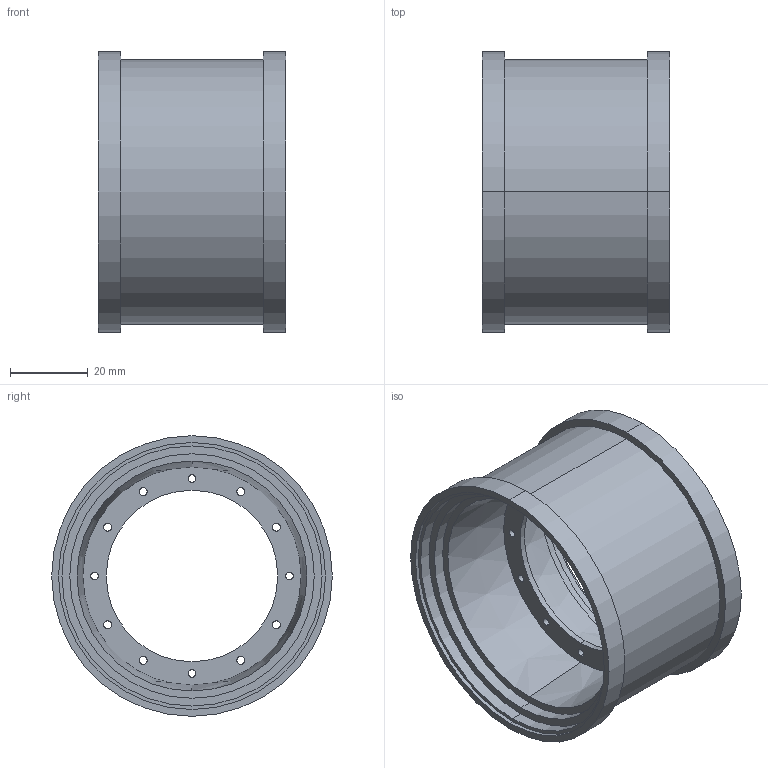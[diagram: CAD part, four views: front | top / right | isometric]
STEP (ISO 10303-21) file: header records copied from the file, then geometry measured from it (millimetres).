
FILE_DESCRIPTION (( 'STEP AP203' ), '1' );
FILE_NAME ('jante n1.STEP', '2019-01-28T12:49:11', ( '' ), ( '' ), 'SwSTEP 2.0', 'SolidWorks 2012', '' );
FILE_SCHEMA (( 'CONFIG_CONTROL_DESIGN' ));
Length unit declared in the file: millimetre
Products named in the file (1): jante n1
Bounding box: 48 x 72 x 72 mm (x, y, z)
Volume: 44623.3 mm3; surface area: 24806.7 mm2
Topology: 1 solids, 1 shells, 62 faces, 148 edges, 98 vertices
Faces by surface type: cylinder 46, plane 12, cone 4
Entity records: 1983 total; most frequent: DIRECTION 372, CARTESIAN_POINT 309, ORIENTED_EDGE 296, AXIS2_PLACEMENT_3D 161, EDGE_CURVE 148, EDGE_LOOP 98, VERTEX_POINT 98, CIRCLE 98
